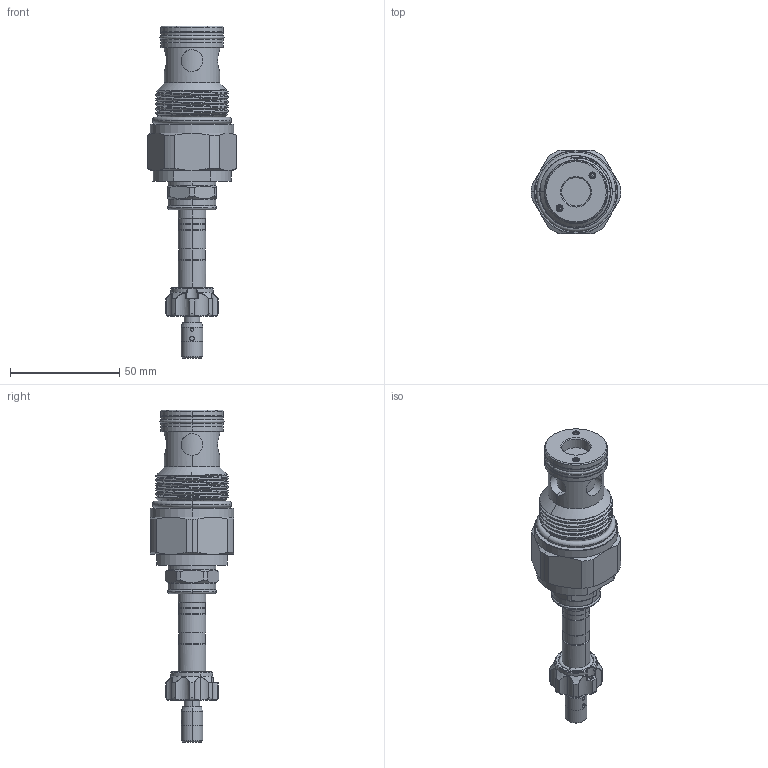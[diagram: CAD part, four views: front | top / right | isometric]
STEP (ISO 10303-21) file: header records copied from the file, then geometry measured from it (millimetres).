
FILE_DESCRIPTION (( 'STEP AP203' ), '1' );
FILE_NAME ('EP16W2A06T95.STEP', '2020-04-16T02:42:50', ( '' ), ( '' ), 'SwSTEP 2.0', 'SolidWorks 2018', '' );
FILE_SCHEMA (( 'CONFIG_CONTROL_DESIGN' ));
Length unit declared in the file: millimetre
Products named in the file (1): EP16W2A06T95
Bounding box: 41.1 x 38 x 151.75 mm (x, y, z)
Volume: 73337.3 mm3; surface area: 18914.2 mm2
Topology: 8 solids, 9 shells, 422 faces, 990 edges, 604 vertices
Faces by surface type: cylinder 178, cone 79, plane 65, torus 53, bspline 43, sphere 4
Entity records: 18689 total; most frequent: CARTESIAN_POINT 9360, ORIENTED_EDGE 1954, DIRECTION 1927, EDGE_CURVE 977, AXIS2_PLACEMENT_3D 813, VERTEX_POINT 597, EDGE_LOOP 454, CIRCLE 433
